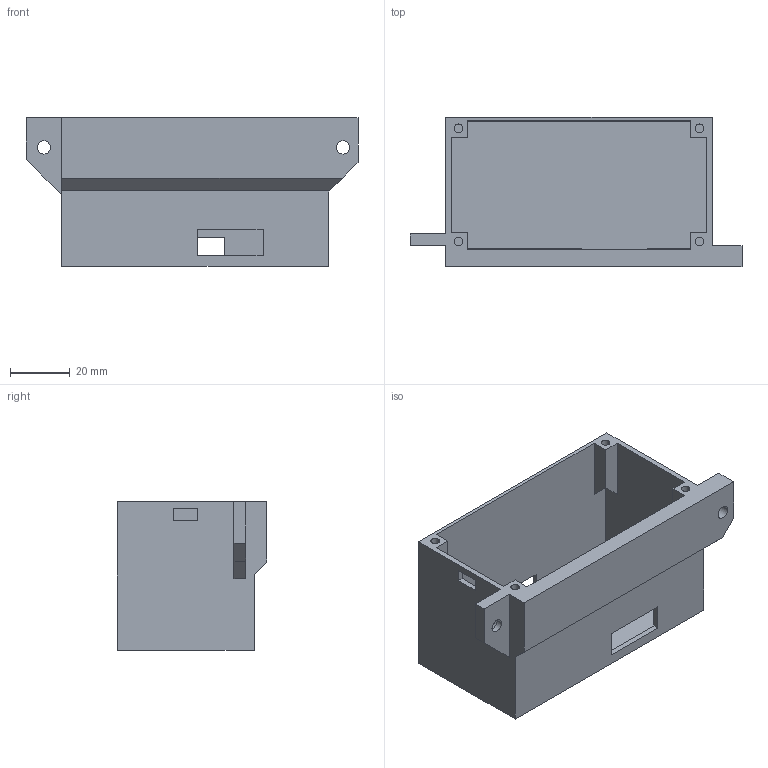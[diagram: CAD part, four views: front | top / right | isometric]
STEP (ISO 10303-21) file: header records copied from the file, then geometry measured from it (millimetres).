
FILE_DESCRIPTION (( 'STEP AP203' ), '1' );
FILE_NAME ('16_electronicsbox_top_2020base.step', '2020-06-11T11:30:12', ( '' ), ( '' ), 'SwSTEP 2.0', 'SolidWorks 2020', '' );
FILE_SCHEMA (( 'CONFIG_CONTROL_DESIGN' ));
Length unit declared in the file: millimetre
Products named in the file (1): 16_electronicsbox_top_2020base
Bounding box: 111.6 x 50.2 x 50 mm (x, y, z)
Volume: 36499.5 mm3; surface area: 36551.9 mm2
Topology: 1 solids, 1 shells, 72 faces, 185 edges, 120 vertices
Faces by surface type: plane 58, cylinder 14
Entity records: 2254 total; most frequent: CARTESIAN_POINT 378, ORIENTED_EDGE 370, DIRECTION 359, EDGE_CURVE 185, VECTOR 157, LINE 157, VERTEX_POINT 120, AXIS2_PLACEMENT_3D 101
